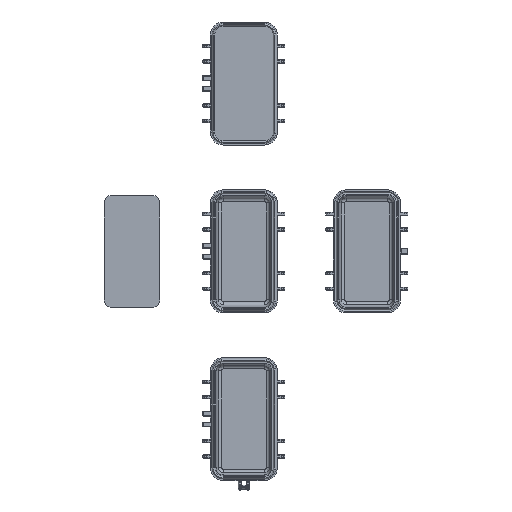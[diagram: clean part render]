
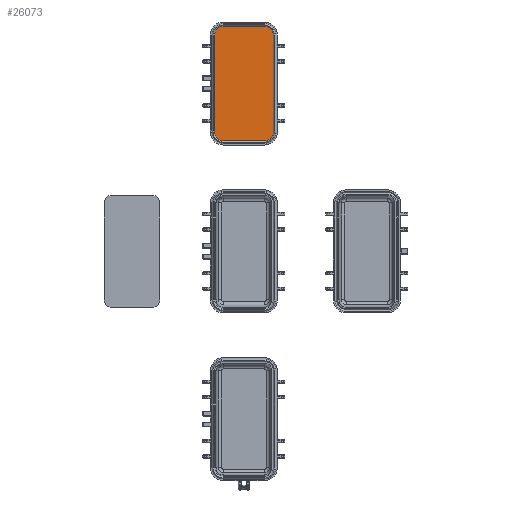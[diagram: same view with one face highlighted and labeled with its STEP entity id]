
A CAD part, top view. The second image highlights one B-rep face of the part: STEP entity #26073.
In plain terms, the highlighted planar face has unit normal (0, 0, 1).
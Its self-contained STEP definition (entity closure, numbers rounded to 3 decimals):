
#571=PLANE('',#28906);
#2314=FACE_OUTER_BOUND('',#3963,.T.);
#3963=EDGE_LOOP('',(#21874,#21875,#21876,#21877,#21878,#21879,#21880,#21881));
#5846=LINE('',#44529,#7887);
#5860=LINE('',#44588,#7901);
#5876=LINE('',#44648,#7917);
#5894=LINE('',#44716,#7935);
#7887=VECTOR('',#35759,10.);
#7901=VECTOR('',#35817,10.);
#7917=VECTOR('',#35883,10.);
#7935=VECTOR('',#35953,10.);
#9714=CIRCLE('',#28829,9.518);
#9726=CIRCLE('',#28856,9.518);
#9736=CIRCLE('',#28880,9.518);
#9748=CIRCLE('',#28907,9.518);
#11830=VERTEX_POINT('',#44526);
#11831=VERTEX_POINT('',#44528);
#11837=VERTEX_POINT('',#44545);
#11845=VERTEX_POINT('',#44586);
#11853=VERTEX_POINT('',#44618);
#11855=VERTEX_POINT('',#44646);
#11862=VERTEX_POINT('',#44674);
#11870=VERTEX_POINT('',#44714);
#15212=EDGE_CURVE('',#11830,#11831,#5846,.T.);
#15221=EDGE_CURVE('',#11837,#11830,#9714,.T.);
#15238=EDGE_CURVE('',#11845,#11837,#5860,.T.);
#15254=EDGE_CURVE('',#11853,#11845,#9726,.T.);
#15264=EDGE_CURVE('',#11855,#11853,#5876,.T.);
#15278=EDGE_CURVE('',#11862,#11855,#9736,.T.);
#15294=EDGE_CURVE('',#11870,#11862,#5894,.T.);
#15309=EDGE_CURVE('',#11831,#11870,#9748,.T.);
#21874=ORIENTED_EDGE('',*,*,#15212,.F.);
#21875=ORIENTED_EDGE('',*,*,#15221,.F.);
#21876=ORIENTED_EDGE('',*,*,#15238,.F.);
#21877=ORIENTED_EDGE('',*,*,#15254,.F.);
#21878=ORIENTED_EDGE('',*,*,#15264,.F.);
#21879=ORIENTED_EDGE('',*,*,#15278,.F.);
#21880=ORIENTED_EDGE('',*,*,#15294,.F.);
#21881=ORIENTED_EDGE('',*,*,#15309,.F.);
#26073=ADVANCED_FACE('',(#2314),#571,.T.);
#28829=AXIS2_PLACEMENT_3D('',#44547,#35776,#35777);
#28856=AXIS2_PLACEMENT_3D('',#44620,#35851,#35852);
#28880=AXIS2_PLACEMENT_3D('',#44676,#35913,#35914);
#28906=AXIS2_PLACEMENT_3D('',#44744,#35984,#35985);
#28907=AXIS2_PLACEMENT_3D('',#44745,#35986,#35987);
#35759=DIRECTION('',(0.,1.,0.));
#35776=DIRECTION('center_axis',(0.,0.,-1.));
#35777=DIRECTION('ref_axis',(0.,-1.,0.));
#35817=DIRECTION('',(-1.,0.,0.));
#35851=DIRECTION('center_axis',(0.,0.,-1.));
#35852=DIRECTION('ref_axis',(1.,0.,0.));
#35883=DIRECTION('',(0.,-1.,0.));
#35913=DIRECTION('center_axis',(0.,0.,-1.));
#35914=DIRECTION('ref_axis',(0.,1.,0.));
#35953=DIRECTION('',(1.,0.,0.));
#35984=DIRECTION('center_axis',(0.,0.,1.));
#35985=DIRECTION('ref_axis',(1.,0.,0.));
#35986=DIRECTION('center_axis',(0.,0.,-1.));
#35987=DIRECTION('ref_axis',(-1.,0.,0.));
#44526=CARTESIAN_POINT('',(-1.518,128.,0.));
#44528=CARTESIAN_POINT('',(-1.518,232.,0.));
#44529=CARTESIAN_POINT('',(-1.518,180.,0.));
#44545=CARTESIAN_POINT('',(8.,118.482,0.));
#44547=CARTESIAN_POINT('Origin',(8.,128.,0.));
#44586=CARTESIAN_POINT('',(52.,118.482,0.));
#44588=CARTESIAN_POINT('',(52.,118.482,0.));
#44618=CARTESIAN_POINT('',(61.518,128.,0.));
#44620=CARTESIAN_POINT('Origin',(52.,128.,0.));
#44646=CARTESIAN_POINT('',(61.518,232.,0.));
#44648=CARTESIAN_POINT('',(61.518,232.,0.));
#44674=CARTESIAN_POINT('',(52.,241.518,0.));
#44676=CARTESIAN_POINT('Origin',(52.,232.,0.));
#44714=CARTESIAN_POINT('',(8.,241.518,0.));
#44716=CARTESIAN_POINT('',(8.,241.518,0.));
#44744=CARTESIAN_POINT('Origin',(-1.518,232.,0.));
#44745=CARTESIAN_POINT('Origin',(8.,232.,0.));
